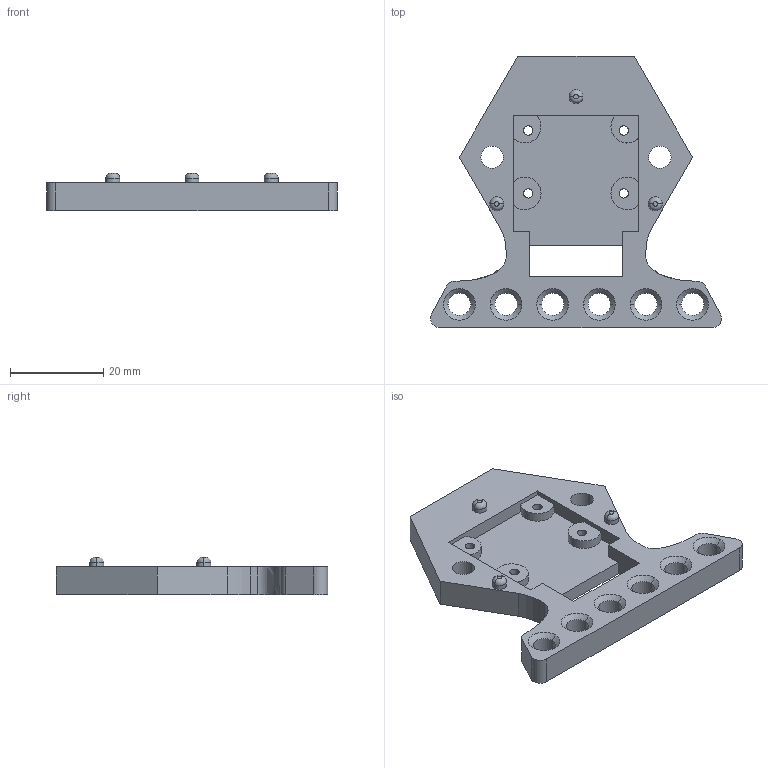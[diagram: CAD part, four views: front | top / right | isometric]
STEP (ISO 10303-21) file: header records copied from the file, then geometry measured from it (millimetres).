
FILE_DESCRIPTION (( 'STEP AP203' ), '1' );
FILE_NAME ('雷達車用鏡頭後蓋 - 科技風 V3 -偶數.STEP', '2023-09-12T03:41:18', ( '' ), ( '' ), 'SwSTEP 2.0', 'SolidWorks 2019', '' );
FILE_SCHEMA (( 'CONFIG_CONTROL_DESIGN' ));
Length unit declared in the file: millimetre
Products named in the file (1): 雷達車用鏡頭後蓋 - 科技風 V3 -偶數
Bounding box: 62.34 x 58.19 x 8 mm (x, y, z)
Volume: 10691.4 mm3; surface area: 7030.9 mm2
Topology: 1 solids, 1 shells, 98 faces, 257 edges, 164 vertices
Faces by surface type: cylinder 43, plane 31, cone 16, torus 6, bspline 2
Entity records: 3340 total; most frequent: CARTESIAN_POINT 716, DIRECTION 557, ORIENTED_EDGE 514, EDGE_CURVE 257, AXIS2_PLACEMENT_3D 211, VERTEX_POINT 164, LINE 135, VECTOR 135
